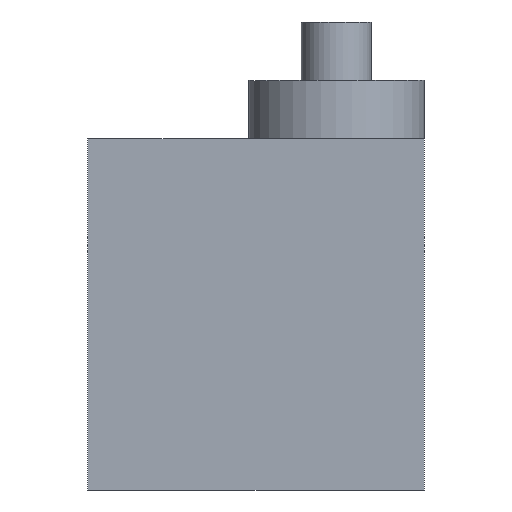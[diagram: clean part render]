
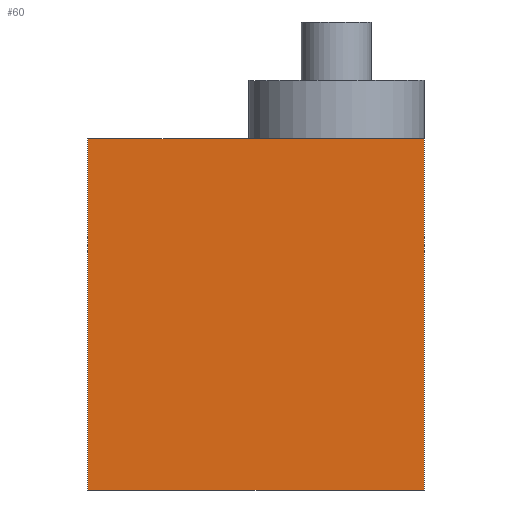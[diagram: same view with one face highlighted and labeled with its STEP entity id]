
A CAD part, left-side view. The second image highlights one B-rep face of the part: STEP entity #60.
In plain terms, the highlighted planar face has unit normal (-1, 0, 0).
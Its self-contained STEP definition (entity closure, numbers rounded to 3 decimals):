
#60=ADVANCED_FACE('',(#120),#122,.T.);
#120=FACE_BOUND('',#121,.T.);
#121=EDGE_LOOP('',(#174,#175,#176,#177,#178));
#122=PLANE('',#123);
#123=AXIS2_PLACEMENT_3D('',#124,#125,#126);
#124=CARTESIAN_POINT('',(-12.,0.,0.));
#125=DIRECTION('',(-1.,0.,0.));
#126=DIRECTION('',(0.,-1.,0.));
#174=ORIENTED_EDGE('',*,*,#210,.T.);
#175=ORIENTED_EDGE('',*,*,#211,.T.);
#176=ORIENTED_EDGE('',*,*,#203,.F.);
#177=ORIENTED_EDGE('',*,*,#209,.F.);
#178=ORIENTED_EDGE('',*,*,#212,.F.);
#203=EDGE_CURVE('',#225,#230,#231,.T.);
#209=EDGE_CURVE('',#238,#225,#240,.T.);
#210=EDGE_CURVE('',#241,#242,#243,.T.);
#211=EDGE_CURVE('',#242,#230,#244,.T.);
#212=EDGE_CURVE('',#241,#238,#245,.T.);
#225=VERTEX_POINT('',#269);
#230=VERTEX_POINT('',#283);
#231=LINE('',#284,#285);
#238=VERTEX_POINT('',#301);
#240=LINE('',#305,#306);
#241=VERTEX_POINT('',#308);
#242=VERTEX_POINT('',#309);
#243=LINE('',#310,#311);
#244=LINE('',#313,#314);
#245=LINE('',#316,#317);
#269=CARTESIAN_POINT('',(-12.,-17.,24.));
#283=CARTESIAN_POINT('',(-12.,-23.,24.));
#284=CARTESIAN_POINT('',(-12.,-17.,24.));
#285=VECTOR('',#286,1.);
#286=DIRECTION('',(0.,-1.,0.));
#301=CARTESIAN_POINT('',(-12.,0.,24.));
#305=CARTESIAN_POINT('',(-12.,0.,24.));
#306=VECTOR('',#307,1.);
#307=DIRECTION('',(0.,-1.,0.));
#308=CARTESIAN_POINT('',(-12.,0.,0.));
#309=CARTESIAN_POINT('',(-12.,-23.,0.));
#310=CARTESIAN_POINT('',(-12.,0.,0.));
#311=VECTOR('',#312,1.);
#312=DIRECTION('',(0.,-1.,0.));
#313=CARTESIAN_POINT('',(-12.,-23.,0.));
#314=VECTOR('',#315,1.);
#315=DIRECTION('',(0.,0.,1.));
#316=CARTESIAN_POINT('',(-12.,0.,0.));
#317=VECTOR('',#318,1.);
#318=DIRECTION('',(0.,0.,1.));
